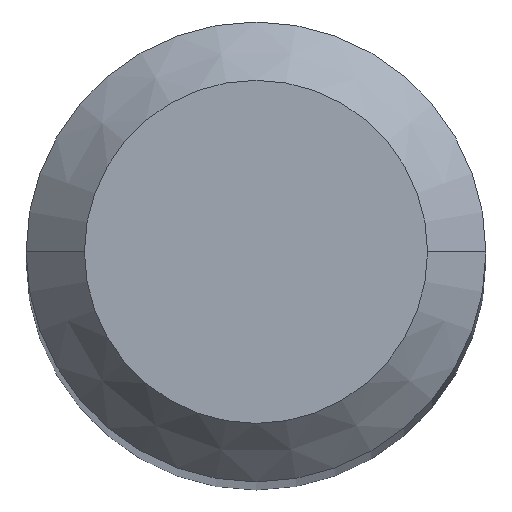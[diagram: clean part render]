
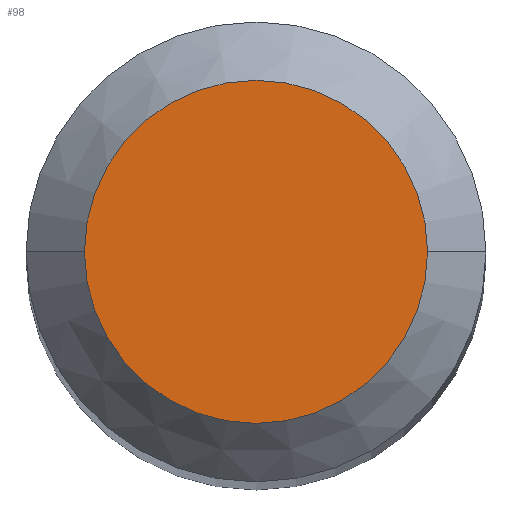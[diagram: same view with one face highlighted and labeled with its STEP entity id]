
A CAD part, top view. The second image highlights one B-rep face of the part: STEP entity #98.
In plain terms, the highlighted planar face has unit normal (0, 0, 1).
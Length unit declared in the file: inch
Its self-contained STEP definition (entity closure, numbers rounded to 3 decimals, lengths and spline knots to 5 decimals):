
#14 = CARTESIAN_POINT ( 'NONE',  ( -0.04405, 0., 1.49606 ) ) ;
#40 = VERTEX_POINT ( 'NONE', #14 ) ;
#44 = AXIS2_PLACEMENT_3D ( 'NONE', #289, #139, #108 ) ;
#57 = ORIENTED_EDGE ( 'NONE', *, *, #174, .T. ) ;
#83 = DIRECTION ( 'NONE',  ( 0., 0., 1. ) ) ;
#90 = CARTESIAN_POINT ( 'NONE',  ( 0.04405, 0., 1.49606 ) ) ;
#97 = EDGE_LOOP ( 'NONE', ( #57, #251 ) ) ;
#98 = ADVANCED_FACE ( 'NONE', ( #195 ), #215, .T. ) ;
#108 = DIRECTION ( 'NONE',  ( 1., 0., 0. ) ) ;
#111 = AXIS2_PLACEMENT_3D ( 'NONE', #173, #115, #199 ) ;
#115 = DIRECTION ( 'NONE',  ( 0., 0., 1. ) ) ;
#124 = CARTESIAN_POINT ( 'NONE',  ( 0., 0., 1.49606 ) ) ;
#139 = DIRECTION ( 'NONE',  ( 0., 0., 1. ) ) ;
#173 = CARTESIAN_POINT ( 'NONE',  ( 0., 0., 1.49606 ) ) ;
#174 = EDGE_CURVE ( 'NONE', #40, #256, #273, .T. ) ;
#195 = FACE_OUTER_BOUND ( 'NONE', #97, .T. ) ;
#199 = DIRECTION ( 'NONE',  ( 1., 0., 0. ) ) ;
#215 = PLANE ( 'NONE',  #44 ) ;
#220 = AXIS2_PLACEMENT_3D ( 'NONE', #124, #83, #247 ) ;
#247 = DIRECTION ( 'NONE',  ( 1., 0., 0. ) ) ;
#251 = ORIENTED_EDGE ( 'NONE', *, *, #269, .T. ) ;
#256 = VERTEX_POINT ( 'NONE', #90 ) ;
#269 = EDGE_CURVE ( 'NONE', #256, #40, #287, .T. ) ;
#273 = CIRCLE ( 'NONE', #111, 0.04405 ) ;
#287 = CIRCLE ( 'NONE', #220, 0.04405 ) ;
#289 = CARTESIAN_POINT ( 'NONE',  ( 0., 0., 1.49606 ) ) ;
